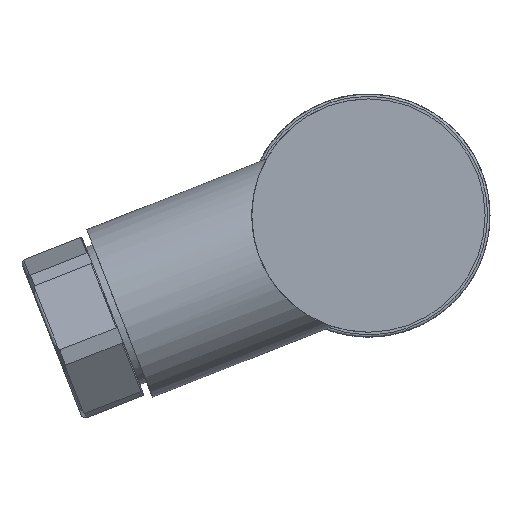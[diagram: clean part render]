
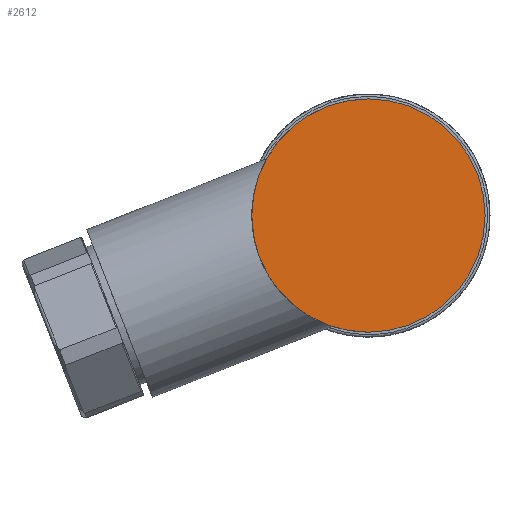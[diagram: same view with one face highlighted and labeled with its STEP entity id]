
A CAD part, left-side view. The second image highlights one B-rep face of the part: STEP entity #2612.
In plain terms, the highlighted planar face has unit normal (-1, 0, 0).
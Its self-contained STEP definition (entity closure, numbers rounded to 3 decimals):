
#2612 = ADVANCED_FACE ( 'NONE', ( #40977 ), #139735, .F. ) ;
#35396 = CIRCLE ( 'NONE', #188356, 9.6 ) ;
#36647 = EDGE_LOOP ( 'NONE', ( #246265, #218326 ) ) ;
#40977 = FACE_OUTER_BOUND ( 'NONE', #36647, .T. ) ;
#59011 = CARTESIAN_POINT ( 'NONE',  ( -28.714, 0.608, 0. ) ) ;
#59431 = EDGE_CURVE ( 'NONE', #261311, #232500, #35396, .T. ) ;
#66323 = DIRECTION ( 'NONE',  ( 1., 0., 0. ) ) ;
#77237 = EDGE_CURVE ( 'NONE', #232500, #261311, #244876, .T. ) ;
#80238 = DIRECTION ( 'NONE',  ( 0., 0., 1. ) ) ;
#138886 = DIRECTION ( 'NONE',  ( 0., 0., -1. ) ) ;
#139477 = DIRECTION ( 'NONE',  ( 1., 0., 0. ) ) ;
#139735 = PLANE ( 'NONE',  #203044 ) ;
#142451 = CARTESIAN_POINT ( 'NONE',  ( -28.714, 0.608, 0. ) ) ;
#145479 = CARTESIAN_POINT ( 'NONE',  ( -28.714, 0.608, -9.6 ) ) ;
#188356 = AXIS2_PLACEMENT_3D ( 'NONE', #59011, #206236, #80238 ) ;
#190001 = AXIS2_PLACEMENT_3D ( 'NONE', #192429, #66323, #213473 ) ;
#192429 = CARTESIAN_POINT ( 'NONE',  ( -28.714, 0.608, 0. ) ) ;
#203044 = AXIS2_PLACEMENT_3D ( 'NONE', #142451, #139477, #138886 ) ;
#206236 = DIRECTION ( 'NONE',  ( 1., 0., 0. ) ) ;
#213473 = DIRECTION ( 'NONE',  ( 0., 0., 1. ) ) ;
#218326 = ORIENTED_EDGE ( 'NONE', *, *, #77237, .F. ) ;
#229605 = CARTESIAN_POINT ( 'NONE',  ( -28.714, 0.608, 9.6 ) ) ;
#232500 = VERTEX_POINT ( 'NONE', #145479 ) ;
#244876 = CIRCLE ( 'NONE', #190001, 9.6 ) ;
#246265 = ORIENTED_EDGE ( 'NONE', *, *, #59431, .F. ) ;
#261311 = VERTEX_POINT ( 'NONE', #229605 ) ;
